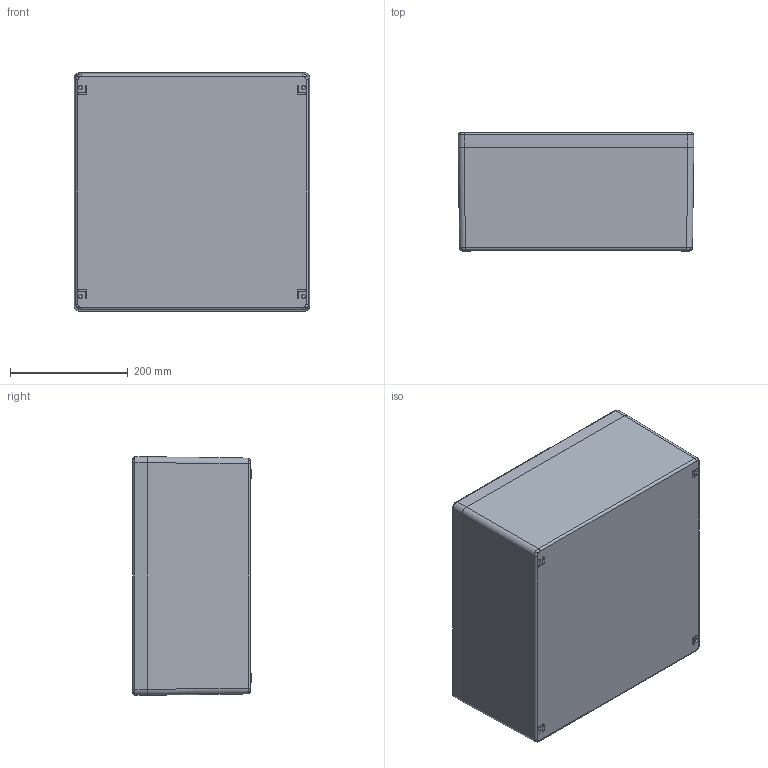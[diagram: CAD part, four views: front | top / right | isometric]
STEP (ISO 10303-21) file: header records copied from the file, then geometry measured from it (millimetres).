
FILE_DESCRIPTION (( 'STEP AP214' ), '1' );
FILE_NAME ('02414020.STEP', '2010-02-23T13:38:51', ( ' ' ), ( '' ), 'SwSTEP 2.0', 'SolidWorks 2010', '' );
FILE_SCHEMA (( 'AUTOMOTIVE_DESIGN' ));
Length unit declared in the file: millimetre
Products named in the file (8): 93136; 21147-Unterteil; 02414020; 86222; 86224; 82005; 21147-Deckel
Assembly tree (18 placements, depth 3):
  02414020
    82005
    21147-Unterteil
      86222  x6
      86224  x4
      21147-Unterteil
    21147-Deckel
    93136  x4
Bounding box: 401 x 201 x 406 mm (x, y, z)
Volume: 3912682.6 mm3; surface area: 1299914.9 mm2
Topology: 17 solids, 17 shells, 1156 faces, 2764 edges, 1682 vertices
Faces by surface type: plane 390, cylinder 306, bspline 208, cone 192, torus 48, sphere 12
Entity records: 39971 total; most frequent: CARTESIAN_POINT 24107, ORIENTED_EDGE 3552, DIRECTION 2875, EDGE_CURVE 1776, AXIS2_PLACEMENT_3D 1104, VERTEX_POINT 1080, EDGE_LOOP 808, FACE_OUTER_BOUND 750
